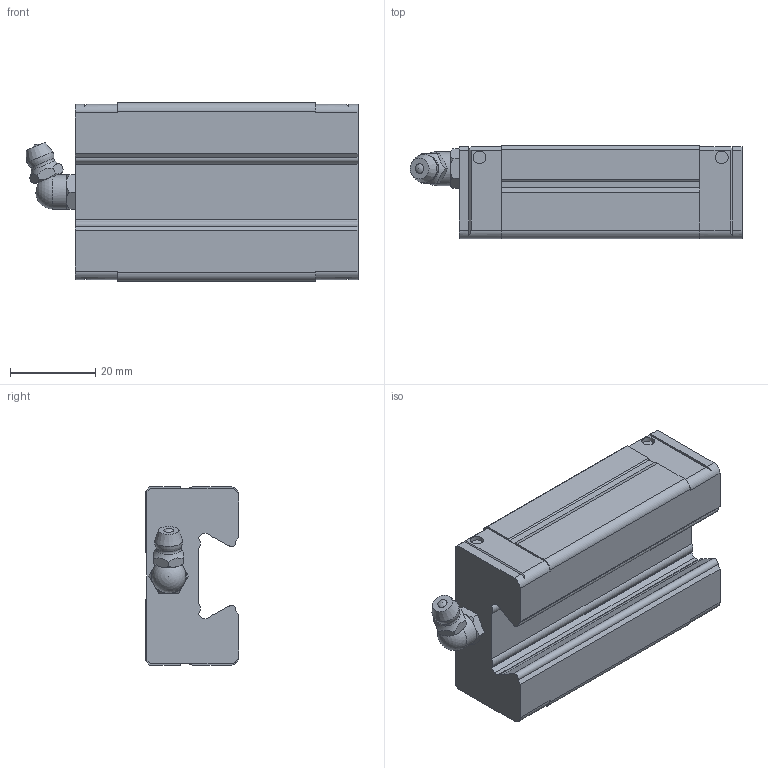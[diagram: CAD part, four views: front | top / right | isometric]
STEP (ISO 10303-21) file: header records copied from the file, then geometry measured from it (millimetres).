
FILE_DESCRIPTION(/* description */ ('STEP AP214'),/* implementation_level */ '2;1');
FILE_NAME(/* name */ 'SSR20XW1SS(GK) BLOCK(1B)',/* time_stamp */ '2023-02-06T12:55:09+01:00',/* author */ ('License CC BY-ND 4.0'),/* organization */ ('CADENAS'),/* preprocessor_version */ 'ST-DEVELOPER v18.102',/* originating_system */ 'PARTsolutions',/* authorisation */ ' ');
FILE_SCHEMA (('AUTOMOTIVE_DESIGN {1 0 10303 214 3 1 1}'));
Length unit declared in the file: millimetre
Products named in the file (3): SSR20XW1SS(GK) BLOCK(1B); SSR20XWSSBGNPJ-20-35; SSR20XWSSB 1Slide20-35
Assembly tree (2 placements, depth 2):
  SSR20XW1SS(GK) BLOCK(1B)
    SSR20XWSSBGNPJ-20-35
    SSR20XWSSB 1Slide20-35
Bounding box: 78.1 x 22 x 42 mm (x, y, z)
Volume: 49691.6 mm3; surface area: 12919 mm2
Topology: 2 solids, 2 shells, 143 faces, 380 edges, 246 vertices
Faces by surface type: plane 88, cylinder 28, cone 22, sphere 3, torus 2
Full cylindrical faces by diameter (mm): 3 x4, 4.134 x4, 4.917 x2, 6 x1, 8 x1
Entity records: 4269 total; most frequent: CARTESIAN_POINT 817, DIRECTION 692, ORIENTED_EDGE 666, EDGE_CURVE 333, VERTEX_POINT 238, AXIS2_PLACEMENT_3D 237, LINE 218, VECTOR 218
